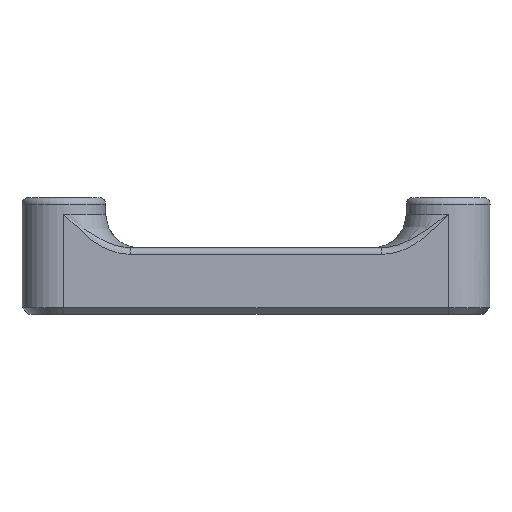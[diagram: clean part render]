
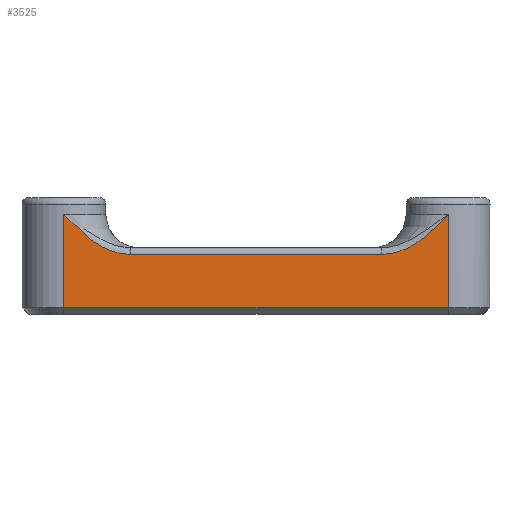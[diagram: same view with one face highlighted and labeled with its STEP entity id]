
A CAD part, front view. The second image highlights one B-rep face of the part: STEP entity #3525.
In plain terms, the highlighted planar face has unit normal (0, -1, 0).
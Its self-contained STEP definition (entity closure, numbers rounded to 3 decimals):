
#327=B_SPLINE_CURVE_WITH_KNOTS('',3,(#5977,#5978,#5979,#5980,#5981,#5982,
#5983,#5984,#5985,#5986,#5987,#5988),.UNSPECIFIED.,.F.,.F.,(4,1,1,1,1,1,
1,2,4),(0.,0.095,0.191,0.286,0.334,
0.381,0.429,0.477,0.478),
 .UNSPECIFIED.);
#328=B_SPLINE_CURVE_WITH_KNOTS('',3,(#5991,#5992,#5993,#5994,#5995,#5996,
#5997,#5998),.UNSPECIFIED.,.F.,.F.,(4,2,1,1,4),(-0.001,0.,
0.191,0.286,0.477),.UNSPECIFIED.);
#539=FACE_OUTER_BOUND('',#761,.T.);
#761=EDGE_LOOP('',(#2987,#2988,#2989,#2990,#2991,#2992));
#1061=LINE('',#5869,#1345);
#1085=LINE('',#5971,#1369);
#1086=LINE('',#5975,#1370);
#1087=LINE('',#5990,#1371);
#1345=VECTOR('',#4229,10.);
#1369=VECTOR('',#4319,10.);
#1370=VECTOR('',#4324,10.);
#1371=VECTOR('',#4325,10.);
#1653=VERTEX_POINT('',#5862);
#1655=VERTEX_POINT('',#5868);
#1684=VERTEX_POINT('',#5970);
#1685=VERTEX_POINT('',#5974);
#1686=VERTEX_POINT('',#5976);
#1687=VERTEX_POINT('',#5989);
#2091=EDGE_CURVE('',#1653,#1655,#1061,.T.);
#2136=EDGE_CURVE('',#1655,#1684,#1085,.T.);
#2138=EDGE_CURVE('',#1653,#1685,#1086,.T.);
#2139=EDGE_CURVE('',#1686,#1685,#327,.T.);
#2140=EDGE_CURVE('',#1687,#1686,#1087,.T.);
#2141=EDGE_CURVE('',#1684,#1687,#328,.T.);
#2987=ORIENTED_EDGE('',*,*,#2091,.F.);
#2988=ORIENTED_EDGE('',*,*,#2138,.T.);
#2989=ORIENTED_EDGE('',*,*,#2139,.F.);
#2990=ORIENTED_EDGE('',*,*,#2140,.F.);
#2991=ORIENTED_EDGE('',*,*,#2141,.F.);
#2992=ORIENTED_EDGE('',*,*,#2136,.F.);
#3376=PLANE('',#3725);
#3525=ADVANCED_FACE('',(#539),#3376,.T.);
#3725=AXIS2_PLACEMENT_3D('',#5973,#4322,#4323);
#4229=DIRECTION('',(-1.,0.,0.));
#4319=DIRECTION('',(0.,0.,1.));
#4322=DIRECTION('center_axis',(0.,-1.,0.));
#4323=DIRECTION('ref_axis',(1.,0.,0.));
#4324=DIRECTION('',(0.,0.,1.));
#4325=DIRECTION('',(1.,0.,0.));
#5862=CARTESIAN_POINT('',(83.102,6.736,0.4));
#5868=CARTESIAN_POINT('',(60.102,6.736,0.4));
#5869=CARTESIAN_POINT('',(65.852,6.736,0.4));
#5970=CARTESIAN_POINT('',(60.102,6.736,6.));
#5971=CARTESIAN_POINT('',(60.102,6.736,0.));
#5973=CARTESIAN_POINT('Origin',(60.102,6.736,0.));
#5974=CARTESIAN_POINT('',(83.102,6.736,6.));
#5975=CARTESIAN_POINT('',(83.102,6.736,0.));
#5976=CARTESIAN_POINT('',(79.122,6.736,3.6));
#5977=CARTESIAN_POINT('Ctrl Pts',(79.122,6.736,3.6));
#5978=CARTESIAN_POINT('Ctrl Pts',(79.439,6.736,3.6));
#5979=CARTESIAN_POINT('Ctrl Pts',(80.081,6.736,3.701));
#5980=CARTESIAN_POINT('Ctrl Pts',(80.959,6.736,4.09));
#5981=CARTESIAN_POINT('Ctrl Pts',(81.616,6.736,4.554));
#5982=CARTESIAN_POINT('Ctrl Pts',(82.094,6.736,4.971));
#5983=CARTESIAN_POINT('Ctrl Pts',(82.438,6.736,5.302));
#5984=CARTESIAN_POINT('Ctrl Pts',(82.77,6.736,5.646));
#5985=CARTESIAN_POINT('Ctrl Pts',(82.987,6.736,5.878));
#5986=CARTESIAN_POINT('Ctrl Pts',(83.098,6.736,5.996));
#5987=CARTESIAN_POINT('Ctrl Pts',(83.1,6.736,5.998));
#5988=CARTESIAN_POINT('Ctrl Pts',(83.102,6.736,6.));
#5989=CARTESIAN_POINT('',(64.081,6.736,3.6));
#5990=CARTESIAN_POINT('',(65.852,6.736,3.6));
#5991=CARTESIAN_POINT('Ctrl Pts',(60.102,6.736,6.));
#5992=CARTESIAN_POINT('Ctrl Pts',(60.103,6.736,5.998));
#5993=CARTESIAN_POINT('Ctrl Pts',(60.105,6.736,5.996));
#5994=CARTESIAN_POINT('Ctrl Pts',(60.542,6.736,5.53));
#5995=CARTESIAN_POINT('Ctrl Pts',(61.202,6.736,4.832));
#5996=CARTESIAN_POINT('Ctrl Pts',(62.504,6.736,3.905));
#5997=CARTESIAN_POINT('Ctrl Pts',(63.446,6.736,3.6));
#5998=CARTESIAN_POINT('Ctrl Pts',(64.081,6.736,3.6));
